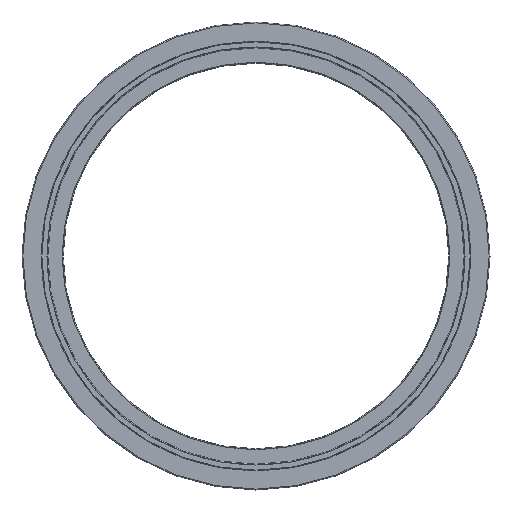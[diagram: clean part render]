
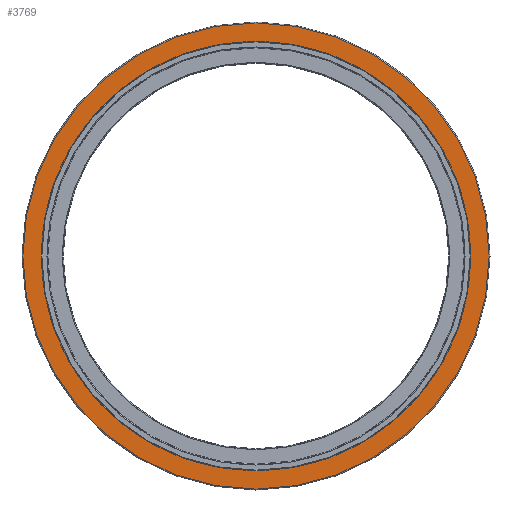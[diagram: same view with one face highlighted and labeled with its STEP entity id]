
A CAD part, left-side view. The second image highlights one B-rep face of the part: STEP entity #3769.
In plain terms, the highlighted planar face has unit normal (-1, 0, 0).
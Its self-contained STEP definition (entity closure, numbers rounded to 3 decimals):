
#165 = AXIS2_PLACEMENT_3D ( 'NONE', #1175, #2184, #4504 ) ;
#199 = EDGE_CURVE ( 'NONE', #314, #1725, #2090, .T. ) ;
#231 = CIRCLE ( 'NONE', #2773, 523. ) ;
#232 = ORIENTED_EDGE ( 'NONE', *, *, #831, .T. ) ;
#258 = VERTEX_POINT ( 'NONE', #3834 ) ;
#314 = VERTEX_POINT ( 'NONE', #784 ) ;
#523 = AXIS2_PLACEMENT_3D ( 'NONE', #2058, #5806, #2096 ) ;
#728 = PLANE ( 'NONE',  #523 ) ;
#784 = CARTESIAN_POINT ( 'NONE',  ( 0., -481.486, 10. ) ) ;
#803 = DIRECTION ( 'NONE',  ( 0., 0., 1. ) ) ;
#831 = EDGE_CURVE ( 'NONE', #5035, #258, #231, .T. ) ;
#851 = AXIS2_PLACEMENT_3D ( 'NONE', #4584, #2770, #2286 ) ;
#1175 = CARTESIAN_POINT ( 'NONE',  ( 0., 0., 10. ) ) ;
#1277 = ORIENTED_EDGE ( 'NONE', *, *, #5997, .T. ) ;
#1466 = CIRCLE ( 'NONE', #851, 523. ) ;
#1478 = FACE_BOUND ( 'NONE', #2352, .T. ) ;
#1669 = CARTESIAN_POINT ( 'NONE',  ( 0., 481.486, 10. ) ) ;
#1689 = FACE_OUTER_BOUND ( 'NONE', #3615, .T. ) ;
#1725 = VERTEX_POINT ( 'NONE', #1669 ) ;
#2058 = CARTESIAN_POINT ( 'NONE',  ( 0., 481.486, 10. ) ) ;
#2090 = CIRCLE ( 'NONE', #165, 481.486 ) ;
#2096 = DIRECTION ( 'NONE',  ( 0., 0., -1. ) ) ;
#2158 = DIRECTION ( 'NONE',  ( -1., 0., 0. ) ) ;
#2166 = ORIENTED_EDGE ( 'NONE', *, *, #2172, .F. ) ;
#2172 = EDGE_CURVE ( 'NONE', #1725, #314, #3432, .T. ) ;
#2184 = DIRECTION ( 'NONE',  ( -1., 0., 0. ) ) ;
#2187 = DIRECTION ( 'NONE',  ( -1., 0., 0. ) ) ;
#2286 = DIRECTION ( 'NONE',  ( 0., 0., 1. ) ) ;
#2352 = EDGE_LOOP ( 'NONE', ( #2166, #4250 ) ) ;
#2770 = DIRECTION ( 'NONE',  ( -1., 0., 0. ) ) ;
#2773 = AXIS2_PLACEMENT_3D ( 'NONE', #3547, #2158, #803 ) ;
#3109 = CARTESIAN_POINT ( 'NONE',  ( 0., 0., 10. ) ) ;
#3432 = CIRCLE ( 'NONE', #3447, 481.486 ) ;
#3447 = AXIS2_PLACEMENT_3D ( 'NONE', #3109, #2187, #5468 ) ;
#3547 = CARTESIAN_POINT ( 'NONE',  ( 0., 0., 10. ) ) ;
#3615 = EDGE_LOOP ( 'NONE', ( #232, #1277 ) ) ;
#3769 = ADVANCED_FACE ( 'NONE', ( #1478, #1689 ), #728, .F. ) ;
#3834 = CARTESIAN_POINT ( 'NONE',  ( 0., 0., -513. ) ) ;
#4250 = ORIENTED_EDGE ( 'NONE', *, *, #199, .F. ) ;
#4504 = DIRECTION ( 'NONE',  ( 0., 0., 1. ) ) ;
#4584 = CARTESIAN_POINT ( 'NONE',  ( 0., 0., 10. ) ) ;
#5035 = VERTEX_POINT ( 'NONE', #5126 ) ;
#5126 = CARTESIAN_POINT ( 'NONE',  ( 0., 0., 533. ) ) ;
#5468 = DIRECTION ( 'NONE',  ( 0., 0., 1. ) ) ;
#5806 = DIRECTION ( 'NONE',  ( 1., 0., 0. ) ) ;
#5997 = EDGE_CURVE ( 'NONE', #258, #5035, #1466, .T. ) ;
